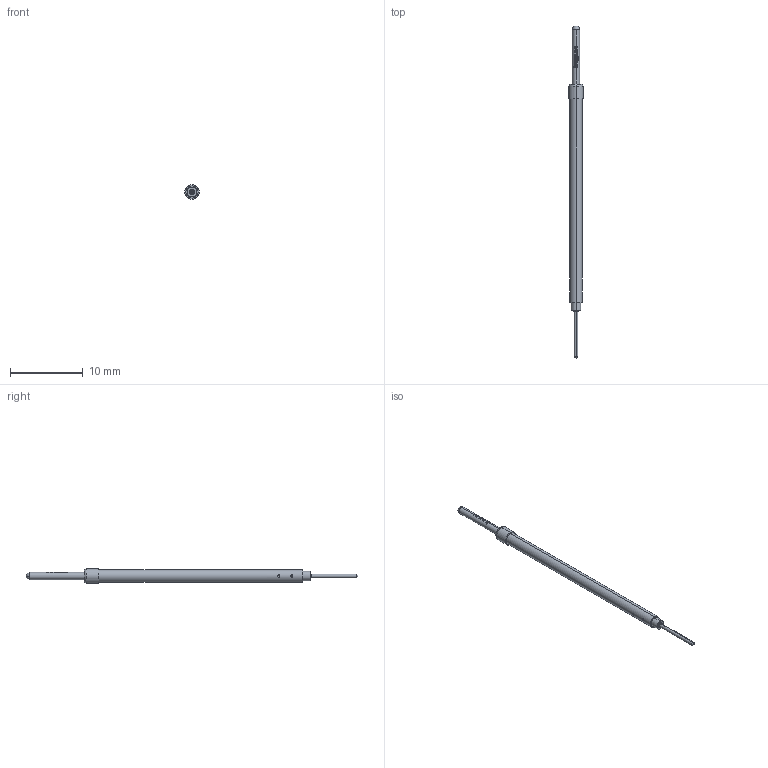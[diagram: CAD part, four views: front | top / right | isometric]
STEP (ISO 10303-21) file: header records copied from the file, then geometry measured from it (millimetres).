
FILE_DESCRIPTION (( 'STEP AP203' ), '1' );
FILE_NAME ('INGUN_SKS-215_305_100_A_xx02_E.STEP', '2022-02-18T06:11:15', ( 'ochi' ), ( '' ), 'SwSTEP 2.0', 'SolidWorks 2018', '' );
FILE_SCHEMA (( 'CONFIG_CONTROL_DESIGN' ));
Length unit declared in the file: millimetre
Products named in the file (1): INGUN_SKS-215_305_100_A_xx02_E
Bounding box: 2 x 45.6 x 2 mm (x, y, z)
Volume: 74.9 mm3; surface area: 202.1 mm2
Topology: 1 solids, 1 shells, 99 faces, 269 edges, 179 vertices
Faces by surface type: plane 45, cylinder 24, bspline 22, cone 6, sphere 2
Entity records: 3560 total; most frequent: CARTESIAN_POINT 1150, ORIENTED_EDGE 534, DIRECTION 417, EDGE_CURVE 267, VERTEX_POINT 179, AXIS2_PLACEMENT_3D 166, EDGE_LOOP 108, ADVANCED_FACE 99
